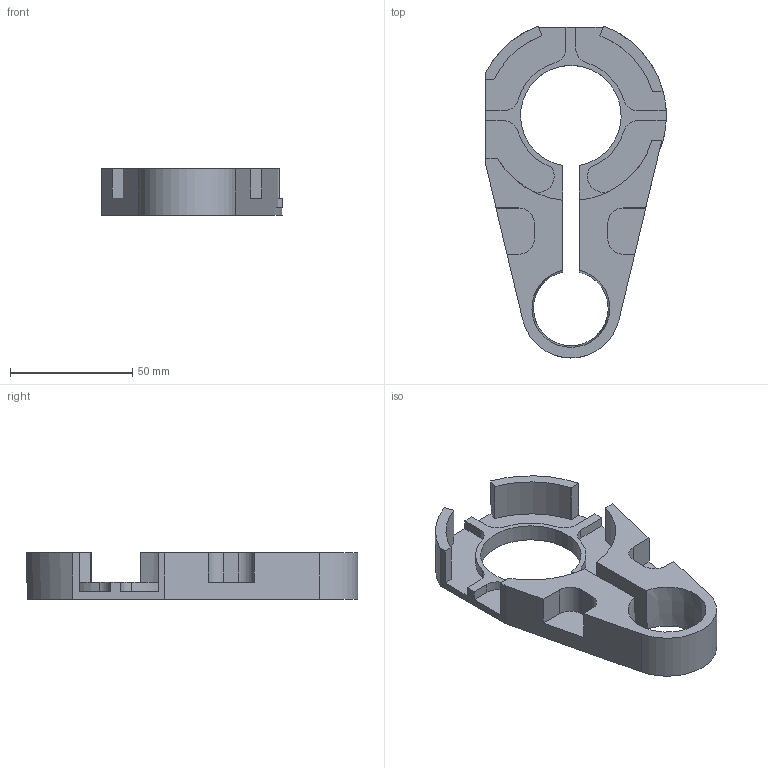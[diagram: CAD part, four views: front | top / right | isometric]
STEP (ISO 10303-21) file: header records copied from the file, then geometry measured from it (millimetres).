
FILE_DESCRIPTION(/* description */ (''),/* implementation_level */ '2;1');
FILE_NAME(/* name */ 'ec479131-9f77-483b-b5f9-de1fe40187f6.stp',/* time_stamp */ '2016-09-21T18:45:55+00:00',/* author */ (''),/* organization */ (''),/* preprocessor_version */ 'ST-DEVELOPER v16.5',/* originating_system */ 'Autodesk Translation Framework v5.1.0.2740',/* authorisation */ '');
FILE_SCHEMA (('AUTOMOTIVE_DESIGN { 1 0 10303 214 3 1 1 }'));
Length unit declared in the file: centimetre
Products named in the file (1): VacuSuck v2.f3d v21
Bounding box: 73.79 x 135.65 x 19 mm (x, y, z)
Volume: 55894.3 mm3; surface area: 23590.3 mm2
Topology: 1 solids, 1 shells, 64 faces, 189 edges, 126 vertices
Faces by surface type: plane 37, cylinder 26, cone 1
Entity records: 2180 total; most frequent: CARTESIAN_POINT 384, ORIENTED_EDGE 378, DIRECTION 378, EDGE_CURVE 189, LINE 126, VECTOR 126, VERTEX_POINT 126, AXIS2_PLACEMENT_3D 126
